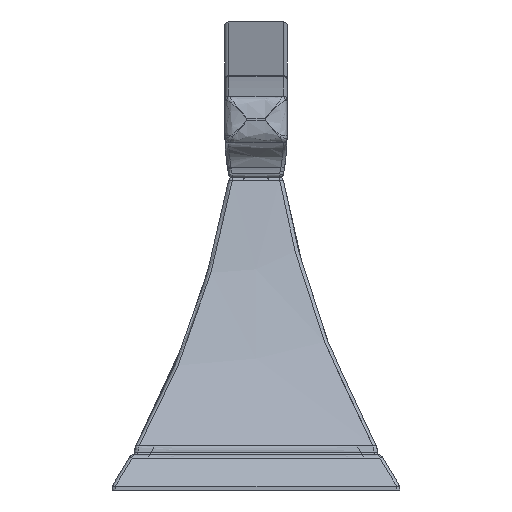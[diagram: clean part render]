
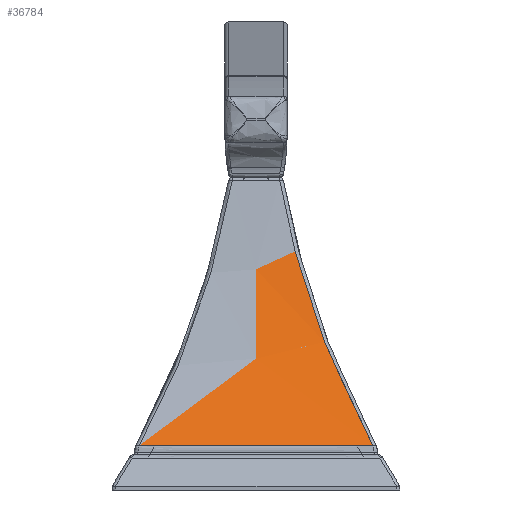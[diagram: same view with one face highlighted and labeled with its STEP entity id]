
A CAD part, left-side view. The second image highlights one B-rep face of the part: STEP entity #36784.
In plain terms, the highlighted free-form (B-spline) face has degree [3, 3] with [6, 5] control points.
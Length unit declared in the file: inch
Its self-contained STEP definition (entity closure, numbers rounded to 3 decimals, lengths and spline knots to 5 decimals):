
#35318=CARTESIAN_POINT('',(0.18945,2.44432,
0.21902));
#35319=CARTESIAN_POINT('',(0.1263,2.44432,
0.219));
#35320=CARTESIAN_POINT('',(0.,2.44429,
0.219));
#35321=CARTESIAN_POINT('',(-0.1263,2.44432,
0.219));
#35322=CARTESIAN_POINT('',(-0.18945,2.44432,
0.21902));
#35324=CARTESIAN_POINT('',(0.93324,0.32491,
0.95951));
#35325=CARTESIAN_POINT('',(0.88555,0.41128,
0.91202));
#35326=CARTESIAN_POINT('',(0.79264,0.58832,
0.81952));
#35327=CARTESIAN_POINT('',(0.66006,0.87143,
0.68755));
#35328=CARTESIAN_POINT('',(0.54229,1.15787,
0.57032));
#35329=CARTESIAN_POINT('',(0.44824,1.41911,
0.47671));
#35330=CARTESIAN_POINT('',(0.37203,1.65961,
0.40086));
#35331=CARTESIAN_POINT('',(0.31056,1.88069,
0.33966));
#35332=CARTESIAN_POINT('',(0.26134,2.08246,
0.29064));
#35333=CARTESIAN_POINT('',(0.22175,2.26731,
0.25121));
#35334=CARTESIAN_POINT('',(0.19951,2.38644,
0.22905));
#35335=CARTESIAN_POINT('',(0.18945,2.44432,
0.21902));
#35337=CARTESIAN_POINT('',(-0.93324,0.32491,
0.95951));
#35338=CARTESIAN_POINT('',(-0.62222,0.32491,
0.95975));
#35339=CARTESIAN_POINT('',(0.,0.32495,
0.96004));
#35340=CARTESIAN_POINT('',(0.62222,0.32491,
0.95975));
#35341=CARTESIAN_POINT('',(0.93324,0.32491,
0.95951));
#35343=CARTESIAN_POINT('',(-0.93324,0.32491,
0.95951));
#35344=CARTESIAN_POINT('',(-0.88848,0.40598,
0.91493));
#35345=CARTESIAN_POINT('',(-0.79836,0.57713,
0.8252));
#35346=CARTESIAN_POINT('',(-0.6658,0.85795,
0.69325));
#35347=CARTESIAN_POINT('',(-0.53512,1.1743,
0.56317));
#35348=CARTESIAN_POINT('',(-0.4215,1.49629,
0.4501));
#35349=CARTESIAN_POINT('',(-0.32778,1.81071,
0.3568));
#35350=CARTESIAN_POINT('',(-0.2502,2.12452,
0.27956));
#35351=CARTESIAN_POINT('',(-0.20803,2.33746,
0.23754));
#35352=CARTESIAN_POINT('',(-0.18945,2.44432,
0.21902));
#36475=CARTESIAN_POINT('',(-0.93324,0.32491,
0.95951));
#36477=VERTEX_POINT('',#36475);
#36478=VERTEX_POINT('',#35318);
#36479=VERTEX_POINT('',#35322);
#36490=VERTEX_POINT('',#35324);
#36743=CARTESIAN_POINT('',(-0.21401,2.47027,
0.21457));
#36744=CARTESIAN_POINT('',(-0.14268,2.47027,
0.21457));
#36745=CARTESIAN_POINT('',(0.,2.47027,
0.21457));
#36746=CARTESIAN_POINT('',(0.14268,2.47027,
0.21457));
#36747=CARTESIAN_POINT('',(0.21401,2.47027,
0.21457));
#36748=CARTESIAN_POINT('',(-0.25607,2.22186,
0.25673));
#36749=CARTESIAN_POINT('',(-0.17068,2.22186,
0.25658));
#36750=CARTESIAN_POINT('',(0.,2.22186,
0.25638));
#36751=CARTESIAN_POINT('',(0.17068,2.22186,
0.25658));
#36752=CARTESIAN_POINT('',(0.25607,2.22186,
0.25673));
#36753=CARTESIAN_POINT('',(-0.3666,1.72956,
0.36755));
#36754=CARTESIAN_POINT('',(-0.24433,1.72956,
0.36722));
#36755=CARTESIAN_POINT('',(0.,1.72956,
0.36678));
#36756=CARTESIAN_POINT('',(0.24433,1.72956,
0.36722));
#36757=CARTESIAN_POINT('',(0.3666,1.72956,
0.36755));
#36758=CARTESIAN_POINT('',(-0.65786,0.88305,
0.65957));
#36759=CARTESIAN_POINT('',(-0.43858,0.88305,
0.65959));
#36760=CARTESIAN_POINT('',(0.,0.88305,
0.65963));
#36761=CARTESIAN_POINT('',(0.43858,0.88305,
0.65959));
#36762=CARTESIAN_POINT('',(0.65786,0.88305,
0.65957));
#36763=CARTESIAN_POINT('',(-0.95249,0.30994,
0.95497));
#36764=CARTESIAN_POINT('',(-0.6351,0.30994,
0.95544));
#36765=CARTESIAN_POINT('',(0.,0.30994,
0.95608));
#36766=CARTESIAN_POINT('',(0.6351,0.30994,
0.95544));
#36767=CARTESIAN_POINT('',(0.95249,0.30994,
0.95497));
#36768=CARTESIAN_POINT('',(-1.16015,-0.021,
1.16316));
#36769=CARTESIAN_POINT('',(-0.77342,-0.021,
1.16313));
#36770=CARTESIAN_POINT('',(0.,-0.021,
1.16309));
#36771=CARTESIAN_POINT('',(0.77343,-0.021,
1.16313));
#36772=CARTESIAN_POINT('',(1.16015,-0.021,
1.16316));
#36773=B_SPLINE_SURFACE_WITH_KNOTS('',3,3,((#36743,#36744,#36745,#36746,#36747),
(#36748,#36749,#36750,#36751,#36752),(#36753,#36754,#36755,#36756,#36757),(
#36758,#36759,#36760,#36761,#36762),(#36763,#36764,#36765,#36766,#36767),
(#36768,#36769,#36770,#36771,#36772)),.UNSPECIFIED.,.F.,.F.,.F.,(4,1,1,4),(4,1,
4),(-0.00041,0.28411,0.56823,1.00932),(
0.12532,0.25,0.37468),.UNSPECIFIED.);
#36775=ORIENTED_EDGE('',*,*,#36774,.F.);
#36777=ORIENTED_EDGE('',*,*,#36776,.F.);
#36779=ORIENTED_EDGE('',*,*,#36778,.F.);
#36781=ORIENTED_EDGE('',*,*,#36780,.T.);
#36782=EDGE_LOOP('',(#36775,#36777,#36779,#36781));
#36783=FACE_OUTER_BOUND('',#36782,.F.);
#36784=ADVANCED_FACE('',(#36783),#36773,.T.);
#35323=B_SPLINE_CURVE_WITH_KNOTS('',3,(#35318,#35319,#35320,#35321,#35322),
.UNSPECIFIED.,.F.,.F.,(4,1,4),(0.,0.5,1.),.UNSPECIFIED.);
#35336=B_SPLINE_CURVE_WITH_KNOTS('',3,(#35324,#35325,#35326,#35327,#35328,
#35329,#35330,#35331,#35332,#35333,#35334,#35335),.UNSPECIFIED.,.F.,.F.,(4,1,1,
1,1,1,1,1,1,4),(0.,0.11111,0.22222,0.33333,
0.44444,0.55556,0.66667,0.77778,
0.88889,1.),.UNSPECIFIED.);
#35342=B_SPLINE_CURVE_WITH_KNOTS('',3,(#35337,#35338,#35339,#35340,#35341),
.UNSPECIFIED.,.F.,.F.,(4,1,4),(0.,0.5,1.),.UNSPECIFIED.);
#35353=B_SPLINE_CURVE_WITH_KNOTS('',3,(#35343,#35344,#35345,#35346,#35347,
#35348,#35349,#35350,#35351,#35352),.UNSPECIFIED.,.F.,.F.,(4,1,1,1,1,1,1,4),(
0.,0.14286,0.28571,0.42857,0.57143,
0.71429,0.85714,1.),.UNSPECIFIED.);
#36774=EDGE_CURVE('',#36478,#36479,#35323,.T.);
#36776=EDGE_CURVE('',#36490,#36478,#35336,.T.);
#36778=EDGE_CURVE('',#36477,#36490,#35342,.T.);
#36780=EDGE_CURVE('',#36477,#36479,#35353,.T.);
